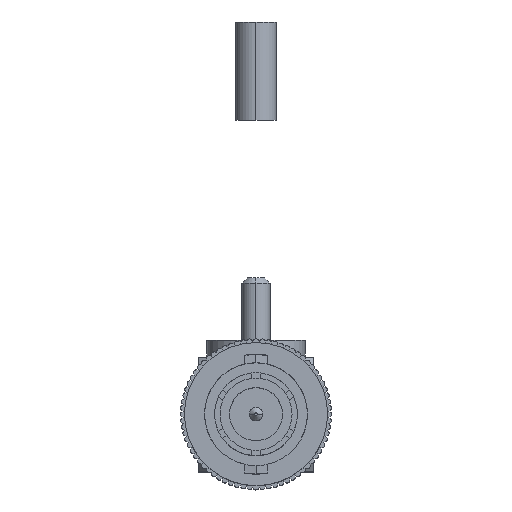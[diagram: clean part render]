
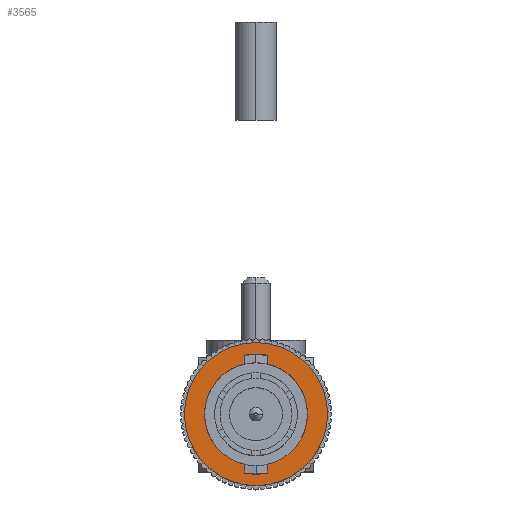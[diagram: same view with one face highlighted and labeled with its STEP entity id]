
A CAD part, top view. The second image highlights one B-rep face of the part: STEP entity #3565.
In plain terms, the highlighted planar face has unit normal (0, 0, 1).
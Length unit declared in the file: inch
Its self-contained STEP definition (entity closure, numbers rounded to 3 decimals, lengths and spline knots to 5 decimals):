
#858 = CARTESIAN_POINT ( 'NONE',  ( 0.194, 0., 0. ) ) ;
#915 = DIRECTION ( 'NONE',  ( 1., 0., 0. ) ) ;
#916 = DIRECTION ( 'NONE',  ( 0., 0., 1. ) ) ;
#917 = CARTESIAN_POINT ( 'NONE',  ( 0., 0., 0. ) ) ;
#918 = AXIS2_PLACEMENT_3D ( 'NONE', #917, #916, #915 ) ;
#919 = CIRCLE ( 'NONE', #918, 0.194 ) ;
#920 = CARTESIAN_POINT ( 'NONE',  ( -0.194, 0., 0. ) ) ;
#938 = CARTESIAN_POINT ( 'NONE',  ( 0.04331, -0.1891, 0. ) ) ;
#960 = DIRECTION ( 'NONE',  ( 0., -1., 0. ) ) ;
#961 = VECTOR ( 'NONE', #960, 39.37008 ) ;
#962 = CARTESIAN_POINT ( 'NONE',  ( -0.04331, 0.2222, 0. ) ) ;
#963 = LINE ( 'NONE', #962, #961 ) ;
#964 = CARTESIAN_POINT ( 'NONE',  ( -0.04331, 0.1891, 0. ) ) ;
#965 = CARTESIAN_POINT ( 'NONE',  ( 0.04331, -0.2222, 0. ) ) ;
#972 = DIRECTION ( 'NONE',  ( -1., 0., 0. ) ) ;
#973 = DIRECTION ( 'NONE',  ( 0., 0., 1. ) ) ;
#974 = CARTESIAN_POINT ( 'NONE',  ( 0., 0., 0. ) ) ;
#975 = AXIS2_PLACEMENT_3D ( 'NONE', #974, #973, #972 ) ;
#976 = CIRCLE ( 'NONE', #975, 0.22638 ) ;
#997 = CARTESIAN_POINT ( 'NONE',  ( -0.04331, 0.2222, 0. ) ) ;
#1013 = DIRECTION ( 'NONE',  ( 0., 1., 0. ) ) ;
#1014 = VECTOR ( 'NONE', #1013, 39.37008 ) ;
#1015 = CARTESIAN_POINT ( 'NONE',  ( 0.04331, 0.2222, 0. ) ) ;
#1016 = DIRECTION ( 'NONE',  ( 1., 0., 0. ) ) ;
#1017 = DIRECTION ( 'NONE',  ( 0., 0., 1. ) ) ;
#1018 = CARTESIAN_POINT ( 'NONE',  ( 0.26969, 0., 0. ) ) ;
#1019 = AXIS2_PLACEMENT_3D ( 'NONE', #1018, #1017, #1016 ) ;
#1020 = LINE ( 'NONE', #1015, #1014 ) ;
#1021 = PLANE ( 'NONE',  #1019 ) ;
#1022 = FACE_OUTER_BOUND ( 'NONE', #3557, .T. ) ;
#1023 = FACE_BOUND ( 'NONE', #3545, .T. ) ;
#1025 = DIRECTION ( 'NONE',  ( 1., 0., 0. ) ) ;
#1026 = DIRECTION ( 'NONE',  ( 0., 0., 1. ) ) ;
#1027 = CARTESIAN_POINT ( 'NONE',  ( 0., 0., 0. ) ) ;
#1028 = AXIS2_PLACEMENT_3D ( 'NONE', #1027, #1026, #1025 ) ;
#1029 = CIRCLE ( 'NONE', #1028, 0.22638 ) ;
#1043 = DIRECTION ( 'NONE',  ( 1., 0., 0. ) ) ;
#1044 = DIRECTION ( 'NONE',  ( 0., 0., 1. ) ) ;
#1045 = CARTESIAN_POINT ( 'NONE',  ( 0., 0., 0. ) ) ;
#1046 = AXIS2_PLACEMENT_3D ( 'NONE', #1045, #1044, #1043 ) ;
#1047 = CIRCLE ( 'NONE', #1046, 0.26969 ) ;
#1048 = DIRECTION ( 'NONE',  ( 1., 0., 0. ) ) ;
#1049 = DIRECTION ( 'NONE',  ( 0., 0., 1. ) ) ;
#1050 = CARTESIAN_POINT ( 'NONE',  ( 0., 0., 0. ) ) ;
#1051 = AXIS2_PLACEMENT_3D ( 'NONE', #1050, #1049, #1048 ) ;
#1052 = CIRCLE ( 'NONE', #1051, 0.194 ) ;
#3501 = VERTEX_POINT ( 'NONE', #858 ) ;
#3515 = VERTEX_POINT ( 'NONE', #920 ) ;
#3520 = EDGE_CURVE ( 'NONE', #3531, #3501, #919, .T. ) ;
#3531 = VERTEX_POINT ( 'NONE', #938 ) ;
#3542 = EDGE_CURVE ( 'NONE', #13271, #3577, #976, .T. ) ;
#3544 = ORIENTED_EDGE ( 'NONE', *, *, #3542, .F. ) ;
#3545 = EDGE_LOOP ( 'NONE', ( #3564, #3559, #3544, #3547, #3576, #3548, #3571, #3552, #3568, #3551 ) ) ;
#3547 = ORIENTED_EDGE ( 'NONE', *, *, #13203, .F. ) ;
#3548 = ORIENTED_EDGE ( 'NONE', *, *, #3520, .F. ) ;
#3551 = ORIENTED_EDGE ( 'NONE', *, *, #11838, .F. ) ;
#3552 = ORIENTED_EDGE ( 'NONE', *, *, #3562, .F. ) ;
#3556 = VERTEX_POINT ( 'NONE', #965 ) ;
#3557 = EDGE_LOOP ( 'NONE', ( #3558, #3581 ) ) ;
#3558 = ORIENTED_EDGE ( 'NONE', *, *, #13453, .T. ) ;
#3559 = ORIENTED_EDGE ( 'NONE', *, *, #3561, .F. ) ;
#3560 = VERTEX_POINT ( 'NONE', #964 ) ;
#3561 = EDGE_CURVE ( 'NONE', #3577, #3560, #963, .T. ) ;
#3562 = EDGE_CURVE ( 'NONE', #13432, #3556, #1029, .T. ) ;
#3564 = ORIENTED_EDGE ( 'NONE', *, *, #3583, .F. ) ;
#3565 = ADVANCED_FACE ( 'NONE', ( #1023, #1022 ), #1021, .T. ) ;
#3567 = EDGE_CURVE ( 'NONE', #3556, #3531, #1020, .T. ) ;
#3568 = ORIENTED_EDGE ( 'NONE', *, *, #13446, .F. ) ;
#3571 = ORIENTED_EDGE ( 'NONE', *, *, #3567, .F. ) ;
#3576 = ORIENTED_EDGE ( 'NONE', *, *, #11655, .F. ) ;
#3577 = VERTEX_POINT ( 'NONE', #997 ) ;
#3581 = ORIENTED_EDGE ( 'NONE', *, *, #3584, .T. ) ;
#3583 = EDGE_CURVE ( 'NONE', #3560, #3515, #1052, .T. ) ;
#3584 = EDGE_CURVE ( 'NONE', #13420, #13435, #1047, .T. ) ;
#5470 = DIRECTION ( 'NONE',  ( 1., 0., 0. ) ) ;
#5471 = DIRECTION ( 'NONE',  ( 0., 0., 1. ) ) ;
#5472 = CARTESIAN_POINT ( 'NONE',  ( 0., 0., 0. ) ) ;
#5473 = AXIS2_PLACEMENT_3D ( 'NONE', #5472, #5471, #5470 ) ;
#5474 = CIRCLE ( 'NONE', #5473, 0.194 ) ;
#5940 = DIRECTION ( 'NONE',  ( 1., 0., 0. ) ) ;
#5941 = DIRECTION ( 'NONE',  ( 0., 0., 1. ) ) ;
#5942 = CARTESIAN_POINT ( 'NONE',  ( 0., 0., 0. ) ) ;
#5943 = AXIS2_PLACEMENT_3D ( 'NONE', #5942, #5941, #5940 ) ;
#5944 = CIRCLE ( 'NONE', #5943, 0.194 ) ;
#6560 = CARTESIAN_POINT ( 'NONE',  ( 0.04331, 0.1891, 0. ) ) ;
#6561 = CARTESIAN_POINT ( 'NONE',  ( -0.04331, -0.1891, 0. ) ) ;
#8702 = DIRECTION ( 'NONE',  ( 0., 1., 0. ) ) ;
#8703 = VECTOR ( 'NONE', #8702, 39.37008 ) ;
#8705 = CARTESIAN_POINT ( 'NONE',  ( 0.04331, 0.2222, 0. ) ) ;
#8710 = LINE ( 'NONE', #8705, #8703 ) ;
#8834 = CARTESIAN_POINT ( 'NONE',  ( 0.04331, 0.2222, 0. ) ) ;
#9164 = CARTESIAN_POINT ( 'NONE',  ( -0.04331, -0.2222, 0. ) ) ;
#9185 = CARTESIAN_POINT ( 'NONE',  ( -0.26969, 0., 0. ) ) ;
#9193 = DIRECTION ( 'NONE',  ( 1., 0., 0. ) ) ;
#9194 = DIRECTION ( 'NONE',  ( 0., 0., 1. ) ) ;
#9195 = CARTESIAN_POINT ( 'NONE',  ( 0., 0., 0. ) ) ;
#9196 = AXIS2_PLACEMENT_3D ( 'NONE', #9195, #9194, #9193 ) ;
#9197 = CIRCLE ( 'NONE', #9196, 0.26969 ) ;
#9204 = DIRECTION ( 'NONE',  ( 0., -1., 0. ) ) ;
#9205 = VECTOR ( 'NONE', #9204, 39.37008 ) ;
#9206 = CARTESIAN_POINT ( 'NONE',  ( -0.04331, 0.2222, 0. ) ) ;
#9207 = LINE ( 'NONE', #9206, #9205 ) ;
#9224 = CARTESIAN_POINT ( 'NONE',  ( 0.26969, 0., 0. ) ) ;
#11655 = EDGE_CURVE ( 'NONE', #3501, #12201, #5474, .T. ) ;
#11838 = EDGE_CURVE ( 'NONE', #3515, #12199, #5944, .T. ) ;
#12199 = VERTEX_POINT ( 'NONE', #6561 ) ;
#12201 = VERTEX_POINT ( 'NONE', #6560 ) ;
#13203 = EDGE_CURVE ( 'NONE', #12201, #13271, #8710, .T. ) ;
#13271 = VERTEX_POINT ( 'NONE', #8834 ) ;
#13420 = VERTEX_POINT ( 'NONE', #9185 ) ;
#13432 = VERTEX_POINT ( 'NONE', #9164 ) ;
#13435 = VERTEX_POINT ( 'NONE', #9224 ) ;
#13446 = EDGE_CURVE ( 'NONE', #12199, #13432, #9207, .T. ) ;
#13453 = EDGE_CURVE ( 'NONE', #13435, #13420, #9197, .T. ) ;
